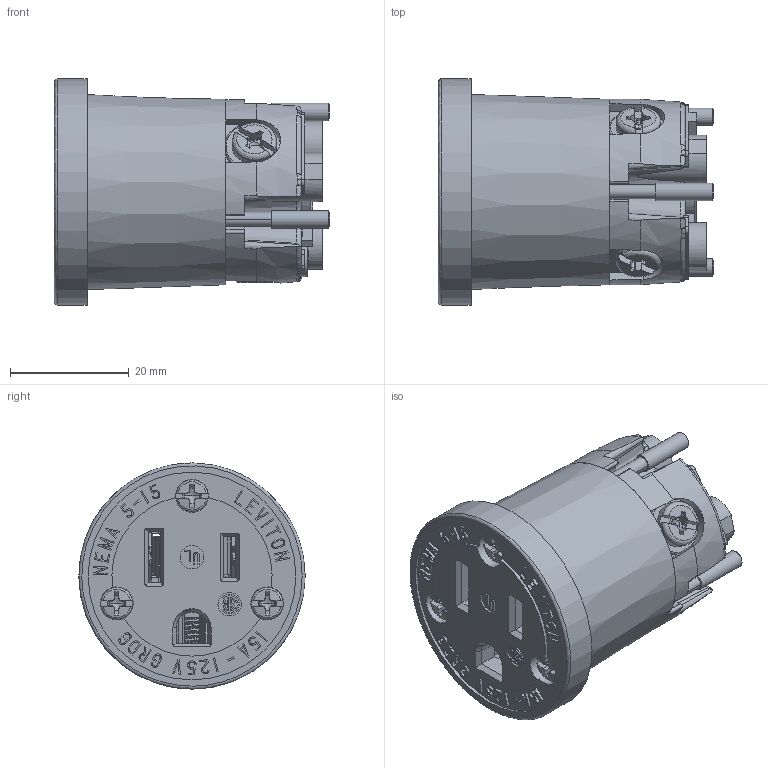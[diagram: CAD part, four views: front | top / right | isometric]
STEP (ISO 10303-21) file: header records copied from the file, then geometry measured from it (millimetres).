
FILE_DESCRIPTION (( 'STEP AP214' ), '1' );
FILE_NAME ('CATSTD-15W47-0IN-M01.STEP', '2020-02-06T16:55:16', ( '' ), ( '' ), 'SwSTEP 2.0', 'SolidWorks 2017', '' );
FILE_SCHEMA (( 'AUTOMOTIVE_DESIGN' ));
Length unit declared in the file: inch
Products named in the file (2): CATSTD-15W47-0IN-M01
Bounding box: 46.41 x 38.1 x 38.1 mm (x, y, z)
Volume: 22450.5 mm3; surface area: 24399.6 mm2
Topology: 16 solids, 16 shells, 2144 faces, 5723 edges, 3687 vertices
Faces by surface type: plane 1474, cylinder 461, bspline 111, cone 66, torus 24, sphere 8
Full cylindrical faces by diameter (mm): 0.787 x2, 2.438 x1, 2.692 x3, 2.946 x3, 3.175 x8, 3.553 x3, 3.962 x2, 4.521 x3, 5.156 x1, 5.537 x4, 6.096 x3, 6.35 x1, 7.518 x2, 10.058 x3, 34.95 x1, 38.1 x1
Entity records: 116586 total; most frequent: CARTESIAN_POINT 36815, ORIENTED_EDGE 11280, DIRECTION 9897, EDGE_CURVE 5640, LINE 3817, VECTOR 3817, VERTEX_POINT 3667, AXIS2_PLACEMENT_3D 3040
